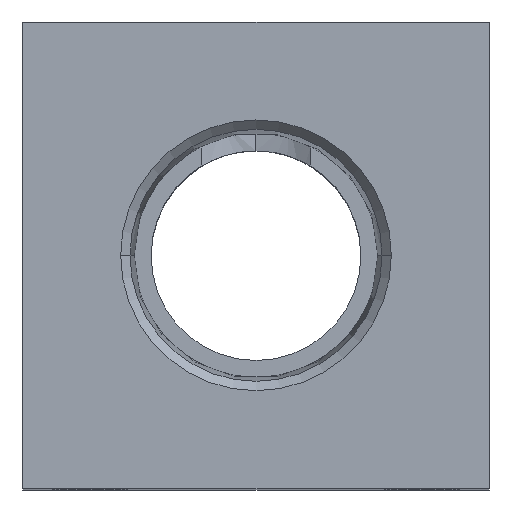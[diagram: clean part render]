
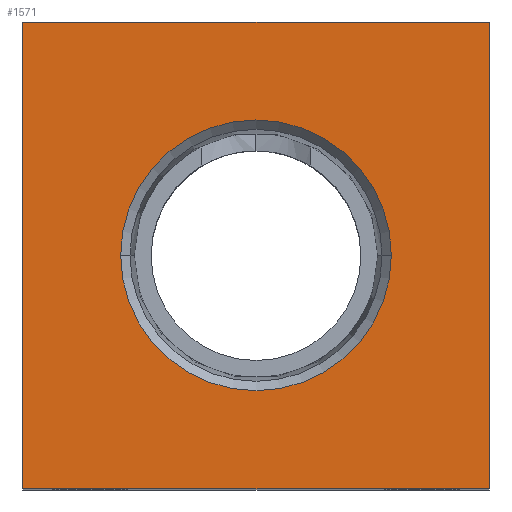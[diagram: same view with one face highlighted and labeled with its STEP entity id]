
A CAD part, top view. The second image highlights one B-rep face of the part: STEP entity #1571.
In plain terms, the highlighted planar face has unit normal (0, 0, 1).
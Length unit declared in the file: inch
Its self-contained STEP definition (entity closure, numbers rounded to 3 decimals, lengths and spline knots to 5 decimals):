
#46 = AXIS2_PLACEMENT_3D ( 'NONE', #1273, #1268, #1259 ) ;
#57 = VERTEX_POINT ( 'NONE', #1661 ) ;
#126 = CARTESIAN_POINT ( 'NONE',  ( -0.3626, 0., 1.0625 ) ) ;
#199 = VECTOR ( 'NONE', #970, 39.37008 ) ;
#202 = EDGE_CURVE ( 'NONE', #1865, #711, #1750, .T. ) ;
#306 = CIRCLE ( 'NONE', #1629, 0.3626 ) ;
#336 = VERTEX_POINT ( 'NONE', #992 ) ;
#348 = VECTOR ( 'NONE', #2081, 39.37008 ) ;
#425 = EDGE_CURVE ( 'NONE', #711, #1865, #306, .T. ) ;
#608 = CARTESIAN_POINT ( 'NONE',  ( 0.625, -0.625, 1.0625 ) ) ;
#651 = VECTOR ( 'NONE', #2067, 39.37008 ) ;
#677 = LINE ( 'NONE', #831, #199 ) ;
#711 = VERTEX_POINT ( 'NONE', #126 ) ;
#768 = AXIS2_PLACEMENT_3D ( 'NONE', #1164, #1127, #1073 ) ;
#800 = ORIENTED_EDGE ( 'NONE', *, *, #425, .F. ) ;
#831 = CARTESIAN_POINT ( 'NONE',  ( 0.625, -0.625, 1.0625 ) ) ;
#872 = ORIENTED_EDGE ( 'NONE', *, *, #1364, .T. ) ;
#888 = DIRECTION ( 'NONE',  ( 1., 0., 0. ) ) ;
#895 = DIRECTION ( 'NONE',  ( 0., 0., 1. ) ) ;
#918 = DIRECTION ( 'NONE',  ( 0., 1., 0. ) ) ;
#920 = CARTESIAN_POINT ( 'NONE',  ( 0.625, -0.625, 1.0625 ) ) ;
#970 = DIRECTION ( 'NONE',  ( 1., 0., 0. ) ) ;
#992 = CARTESIAN_POINT ( 'NONE',  ( -0.625, 0.625, 1.0625 ) ) ;
#1073 = DIRECTION ( 'NONE',  ( 1., 0., 0. ) ) ;
#1127 = DIRECTION ( 'NONE',  ( 0., 0., 1. ) ) ;
#1148 = LINE ( 'NONE', #1996, #651 ) ;
#1159 = PLANE ( 'NONE',  #768 ) ;
#1164 = CARTESIAN_POINT ( 'NONE',  ( 0., 0., 1.0625 ) ) ;
#1184 = CARTESIAN_POINT ( 'NONE',  ( 0.625, 0.625, 1.0625 ) ) ;
#1190 = CARTESIAN_POINT ( 'NONE',  ( 0.3626, 0., 1.0625 ) ) ;
#1224 = CARTESIAN_POINT ( 'NONE',  ( 0., 0., 1.0625 ) ) ;
#1241 = FACE_BOUND ( 'NONE', #2134, .T. ) ;
#1242 = EDGE_LOOP ( 'NONE', ( #1407, #2059, #1374, #872 ) ) ;
#1259 = DIRECTION ( 'NONE',  ( 1., 0., 0. ) ) ;
#1268 = DIRECTION ( 'NONE',  ( 0., 0., 1. ) ) ;
#1273 = CARTESIAN_POINT ( 'NONE',  ( 0., 0., 1.0625 ) ) ;
#1284 = EDGE_CURVE ( 'NONE', #336, #57, #1325, .T. ) ;
#1296 = VECTOR ( 'NONE', #918, 39.37008 ) ;
#1325 = LINE ( 'NONE', #1990, #348 ) ;
#1364 = EDGE_CURVE ( 'NONE', #1564, #336, #1148, .T. ) ;
#1374 = ORIENTED_EDGE ( 'NONE', *, *, #1475, .T. ) ;
#1407 = ORIENTED_EDGE ( 'NONE', *, *, #1284, .T. ) ;
#1475 = EDGE_CURVE ( 'NONE', #2073, #1564, #2133, .T. ) ;
#1495 = ORIENTED_EDGE ( 'NONE', *, *, #202, .F. ) ;
#1564 = VERTEX_POINT ( 'NONE', #1184 ) ;
#1571 = ADVANCED_FACE ( 'NONE', ( #1241, #1607 ), #1159, .T. ) ;
#1581 = EDGE_CURVE ( 'NONE', #57, #2073, #677, .T. ) ;
#1607 = FACE_OUTER_BOUND ( 'NONE', #1242, .T. ) ;
#1629 = AXIS2_PLACEMENT_3D ( 'NONE', #1224, #895, #888 ) ;
#1661 = CARTESIAN_POINT ( 'NONE',  ( -0.625, -0.625, 1.0625 ) ) ;
#1750 = CIRCLE ( 'NONE', #46, 0.3626 ) ;
#1865 = VERTEX_POINT ( 'NONE', #1190 ) ;
#1990 = CARTESIAN_POINT ( 'NONE',  ( -0.625, -0.625, 1.0625 ) ) ;
#1996 = CARTESIAN_POINT ( 'NONE',  ( 0.625, 0.625, 1.0625 ) ) ;
#2059 = ORIENTED_EDGE ( 'NONE', *, *, #1581, .T. ) ;
#2067 = DIRECTION ( 'NONE',  ( -1., 0., 0. ) ) ;
#2073 = VERTEX_POINT ( 'NONE', #608 ) ;
#2081 = DIRECTION ( 'NONE',  ( 0., -1., 0. ) ) ;
#2133 = LINE ( 'NONE', #920, #1296 ) ;
#2134 = EDGE_LOOP ( 'NONE', ( #1495, #800 ) ) ;
